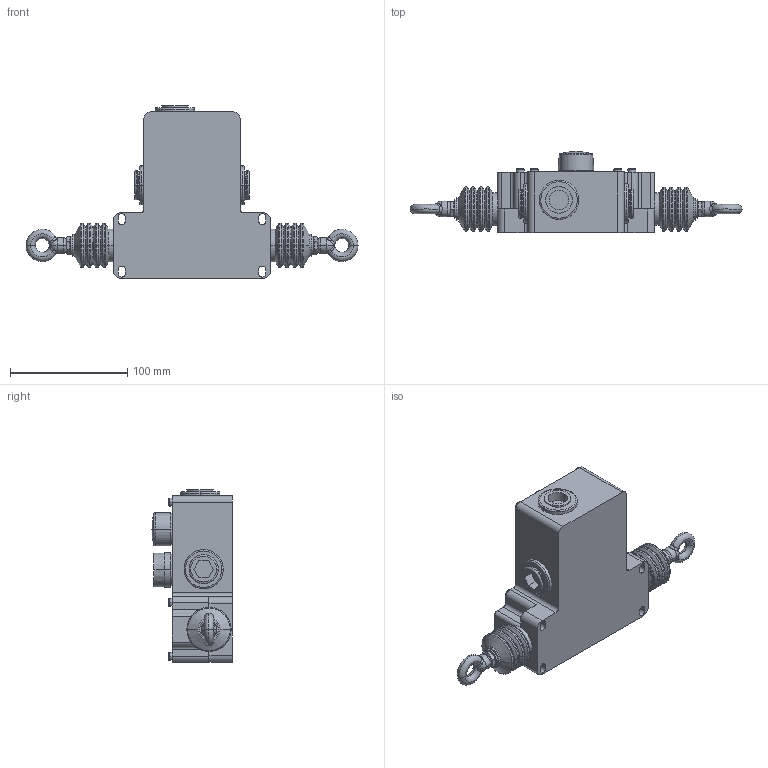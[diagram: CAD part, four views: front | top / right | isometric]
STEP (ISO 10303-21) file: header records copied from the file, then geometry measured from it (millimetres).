
FILE_DESCRIPTION(('STEP AP242'),'1');
FILE_NAME('xy2ceda296h7.stp','2020-03-02T09:24:08',('TraceParts'),('TraceParts S.A.'),'Spatial InterOp 3D',' ',' ');
FILE_SCHEMA(('AP242_MANAGED_MODEL_BASED_3D_ENGINEERING_MIM_LF {1 0 10303 442 1 1 4}'));
Length unit declared in the file: millimetre
Products named in the file (1): xy2ceda296h7_1
Bounding box: 283.5 x 69.08 x 147.25 mm (x, y, z)
Volume: 802902.9 mm3; surface area: 85470.3 mm2
Topology: 2 solids, 3 shells, 445 faces, 1012 edges, 599 vertices
Faces by surface type: torus 162, plane 101, cylinder 92, cone 56, bspline 20, sphere 14
Entity records: 14859 total; most frequent: CARTESIAN_POINT 4578, DIRECTION 2424, ORIENTED_EDGE 2012, AXIS2_PLACEMENT_3D 1063, EDGE_CURVE 1006, CIRCLE 636, VERTEX_POINT 599, EDGE_LOOP 489
